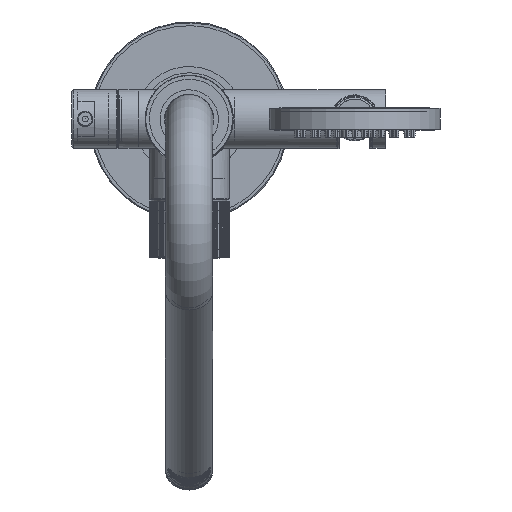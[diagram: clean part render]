
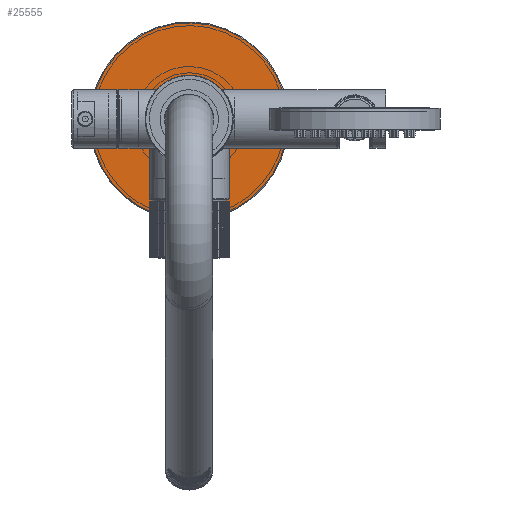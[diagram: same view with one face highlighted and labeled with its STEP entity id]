
A CAD part, top view. The second image highlights one B-rep face of the part: STEP entity #25555.
In plain terms, the highlighted face is planar.
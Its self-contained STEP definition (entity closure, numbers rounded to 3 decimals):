
#11736=ORIENTED_EDGE('',*,*,#15269,.T.);
#11737=ORIENTED_EDGE('',*,*,#15270,.T.);
#15269=EDGE_CURVE('',#17649,#17649,#18905,.T.);
#15270=EDGE_CURVE('',#17650,#17650,#18906,.F.);
#17649=VERTEX_POINT('',#76014);
#17650=VERTEX_POINT('',#76016);
#18905=CIRCLE('',#38329,24.55);
#18906=CIRCLE('',#38330,54.);
#21089=EDGE_LOOP('',(#11736));
#21090=EDGE_LOOP('',(#11737));
#23291=FACE_BOUND('',#21089,.T.);
#23292=FACE_BOUND('',#21090,.T.);
#23891=PLANE('',#38328);
#25555=ADVANCED_FACE('',(#23291,#23292),#23891,.F.);
#38328=AXIS2_PLACEMENT_3D('',#76012,#44930,#44931);
#38329=AXIS2_PLACEMENT_3D('',#76013,#44932,#44933);
#38330=AXIS2_PLACEMENT_3D('',#76015,#44934,#44935);
#44930=DIRECTION('',(0.,-1.,0.));
#44931=DIRECTION('',(0.,0.,-1.));
#44932=DIRECTION('',(0.,-1.,0.));
#44933=DIRECTION('',(0.,0.,-1.));
#44934=DIRECTION('',(0.,-1.,0.));
#44935=DIRECTION('',(0.,0.,-1.));
#76012=CARTESIAN_POINT('',(-24.25,12.,0.));
#76013=CARTESIAN_POINT('',(0.,12.,0.));
#76014=CARTESIAN_POINT('',(0.,12.,-24.55));
#76015=CARTESIAN_POINT('',(0.,12.,0.));
#76016=CARTESIAN_POINT('',(0.,12.,-54.));
